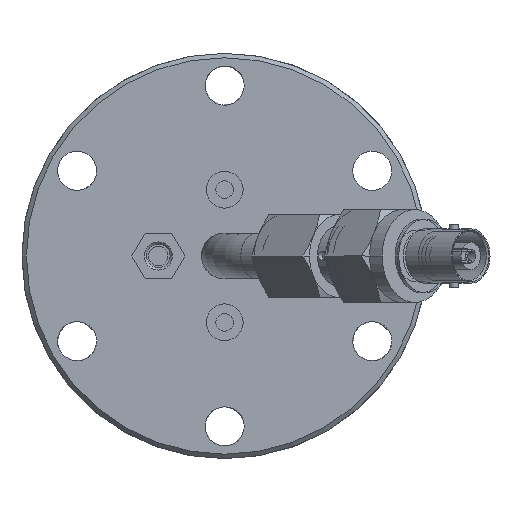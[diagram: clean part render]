
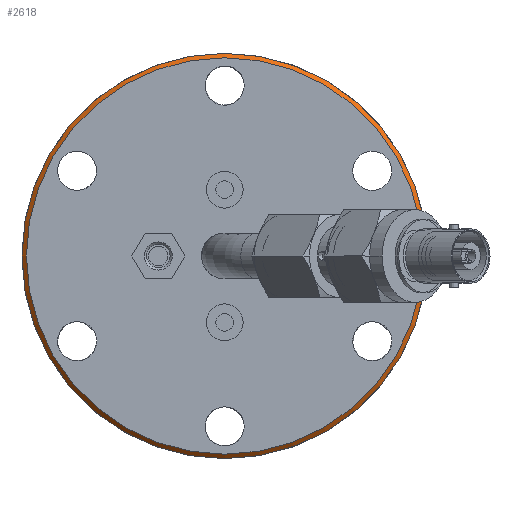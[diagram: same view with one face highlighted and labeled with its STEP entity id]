
A CAD part, front view. The second image highlights one B-rep face of the part: STEP entity #2618.
In plain terms, the highlighted conical face has half-angle 45 degrees and reference radius 34.163 mm.
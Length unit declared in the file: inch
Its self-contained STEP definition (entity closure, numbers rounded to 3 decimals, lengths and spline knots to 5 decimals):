
#1573=FACE_BOUND('',#4987,.T.);
#1574=FACE_BOUND('',#4988,.T.);
#2618=ADVANCED_FACE('',(#1573,#1574),#3691,.T.);
#3691=CONICAL_SURFACE('',#20322,1.345,45.);
#4987=EDGE_LOOP('',(#7813));
#4988=EDGE_LOOP('',(#7814));
#6495=CIRCLE('',#20287,1.375);
#6507=CIRCLE('',#20303,1.345);
#7813=ORIENTED_EDGE('',*,*,#14796,.F.);
#7814=ORIENTED_EDGE('',*,*,#14820,.F.);
#12889=VERTEX_POINT('',#28701);
#12907=VERTEX_POINT('',#28793);
#14796=EDGE_CURVE('',#12889,#12889,#6495,.T.);
#14820=EDGE_CURVE('',#12907,#12907,#6507,.T.);
#20287=AXIS2_PLACEMENT_3D('',#28700,#22878,#22879);
#20303=AXIS2_PLACEMENT_3D('',#28792,#22916,#22917);
#20322=AXIS2_PLACEMENT_3D('',#28864,#22958,#22959);
#22878=DIRECTION('',(0.,1.,0.));
#22879=DIRECTION('',(0.,0.,1.));
#22916=DIRECTION('',(0.,-1.,0.));
#22917=DIRECTION('',(0.,0.,1.));
#22958=DIRECTION('',(0.,1.,0.));
#22959=DIRECTION('',(0.,0.,-1.));
#28700=CARTESIAN_POINT('',(0.,0.03,0.));
#28701=CARTESIAN_POINT('',(0.,0.03,1.375));
#28792=CARTESIAN_POINT('',(0.,0.,0.));
#28793=CARTESIAN_POINT('',(0.,0.,1.345));
#28864=CARTESIAN_POINT('',(0.,0.,0.));
